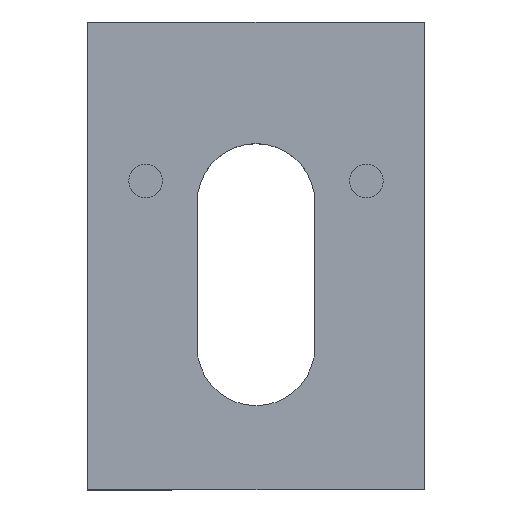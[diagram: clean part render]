
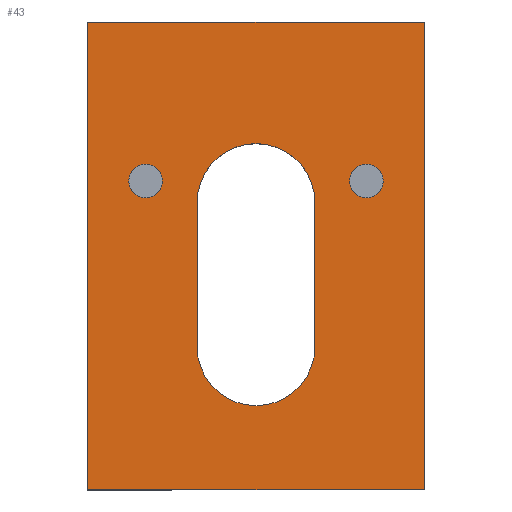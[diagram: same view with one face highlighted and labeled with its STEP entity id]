
A CAD part, top view. The second image highlights one B-rep face of the part: STEP entity #43.
In plain terms, the highlighted planar face has unit normal (0, 0, 1).
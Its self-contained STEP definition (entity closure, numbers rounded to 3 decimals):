
#1 = VERTEX_POINT ( 'NONE', #190 ) ;
#2 = ORIENTED_EDGE ( 'NONE', *, *, #12, .T. ) ;
#4 = ORIENTED_EDGE ( 'NONE', *, *, #20, .T. ) ;
#5 = VERTEX_POINT ( 'NONE', #161 ) ;
#7 = VERTEX_POINT ( 'NONE', #160 ) ;
#9 = EDGE_CURVE ( 'NONE', #262, #155, #183, .T. ) ;
#10 = VERTEX_POINT ( 'NONE', #185 ) ;
#11 = ORIENTED_EDGE ( 'NONE', *, *, #41, .F. ) ;
#12 = EDGE_CURVE ( 'NONE', #10, #1, #179, .T. ) ;
#14 = EDGE_CURVE ( 'NONE', #167, #162, #184, .T. ) ;
#15 = EDGE_CURVE ( 'NONE', #155, #5, #187, .T. ) ;
#16 = ORIENTED_EDGE ( 'NONE', *, *, #44, .T. ) ;
#19 = ORIENTED_EDGE ( 'NONE', *, *, #169, .F. ) ;
#20 = EDGE_CURVE ( 'NONE', #31, #10, #313, .T. ) ;
#21 = ORIENTED_EDGE ( 'NONE', *, *, #15, .F. ) ;
#23 = ORIENTED_EDGE ( 'NONE', *, *, #24, .T. ) ;
#24 = EDGE_CURVE ( 'NONE', #7, #31, #188, .T. ) ;
#31 = VERTEX_POINT ( 'NONE', #319 ) ;
#38 = VERTEX_POINT ( 'NONE', #287 ) ;
#41 = EDGE_CURVE ( 'NONE', #38, #171, #272, .T. ) ;
#42 = EDGE_LOOP ( 'NONE', ( #16, #23, #4, #2 ) ) ;
#43 = ADVANCED_FACE ( 'NONE', ( #267, #284, #276, #270 ), #271, .T. ) ;
#44 = EDGE_CURVE ( 'NONE', #1, #7, #247, .T. ) ;
#77 = ORIENTED_EDGE ( 'NONE', *, *, #264, .F. ) ;
#130 = EDGE_CURVE ( 'NONE', #5, #261, #336, .T. ) ;
#131 = ORIENTED_EDGE ( 'NONE', *, *, #130, .F. ) ;
#139 = EDGE_LOOP ( 'NONE', ( #146, #19 ) ) ;
#144 = EDGE_LOOP ( 'NONE', ( #145, #77, #131, #21 ) ) ;
#145 = ORIENTED_EDGE ( 'NONE', *, *, #9, .F. ) ;
#146 = ORIENTED_EDGE ( 'NONE', *, *, #14, .F. ) ;
#153 = EDGE_CURVE ( 'NONE', #171, #38, #403, .T. ) ;
#154 = ORIENTED_EDGE ( 'NONE', *, *, #153, .F. ) ;
#155 = VERTEX_POINT ( 'NONE', #328 ) ;
#160 = CARTESIAN_POINT ( 'NONE',  ( -9., -12.5, 5. ) ) ;
#161 = CARTESIAN_POINT ( 'NONE',  ( -3.15, 2.85, 5. ) ) ;
#162 = VERTEX_POINT ( 'NONE', #392 ) ;
#166 = EDGE_LOOP ( 'NONE', ( #11, #154 ) ) ;
#167 = VERTEX_POINT ( 'NONE', #381 ) ;
#169 = EDGE_CURVE ( 'NONE', #162, #167, #382, .T. ) ;
#171 = VERTEX_POINT ( 'NONE', #481 ) ;
#176 = DIRECTION ( 'NONE',  ( -1., 0., 0. ) ) ;
#177 = VECTOR ( 'NONE', #176, 1000. ) ;
#178 = CARTESIAN_POINT ( 'NONE',  ( 9., 12.5, 5. ) ) ;
#179 = LINE ( 'NONE', #178, #177 ) ;
#180 = AXIS2_PLACEMENT_3D ( 'NONE', #189, #321, #320 ) ;
#181 = DIRECTION ( 'NONE',  ( 0., 1., 0. ) ) ;
#182 = VECTOR ( 'NONE', #181, 1000. ) ;
#183 = LINE ( 'NONE', #191, #182 ) ;
#184 = CIRCLE ( 'NONE', #180, 0.9 ) ;
#185 = CARTESIAN_POINT ( 'NONE',  ( 9., 12.5, 5. ) ) ;
#186 = CARTESIAN_POINT ( 'NONE',  ( 9., -12.5, 5. ) ) ;
#187 = CIRCLE ( 'NONE', #318, 3.15 ) ;
#188 = LINE ( 'NONE', #308, #307 ) ;
#189 = CARTESIAN_POINT ( 'NONE',  ( 5.9, 4., 5. ) ) ;
#190 = CARTESIAN_POINT ( 'NONE',  ( -9., 12.5, 5. ) ) ;
#191 = CARTESIAN_POINT ( 'NONE',  ( 3.15, -4.85, 5. ) ) ;
#245 = DIRECTION ( 'NONE',  ( 0., -1., 0. ) ) ;
#246 = VECTOR ( 'NONE', #245, 1000. ) ;
#247 = LINE ( 'NONE', #265, #246 ) ;
#249 = DIRECTION ( 'NONE',  ( 1., 0., 0. ) ) ;
#250 = DIRECTION ( 'NONE',  ( 0., 0., 1. ) ) ;
#261 = VERTEX_POINT ( 'NONE', #374 ) ;
#262 = VERTEX_POINT ( 'NONE', #368 ) ;
#264 = EDGE_CURVE ( 'NONE', #261, #262, #360, .T. ) ;
#265 = CARTESIAN_POINT ( 'NONE',  ( -9., -12.5, 5. ) ) ;
#267 = FACE_BOUND ( 'NONE', #166, .T. ) ;
#268 = DIRECTION ( 'NONE',  ( 1., 0., 0. ) ) ;
#269 = AXIS2_PLACEMENT_3D ( 'NONE', #295, #283, #268 ) ;
#270 = FACE_BOUND ( 'NONE', #139, .T. ) ;
#271 = PLANE ( 'NONE',  #285 ) ;
#272 = CIRCLE ( 'NONE', #269, 0.9 ) ;
#276 = FACE_BOUND ( 'NONE', #144, .T. ) ;
#277 = CARTESIAN_POINT ( 'NONE',  ( -9., 12.5, 5. ) ) ;
#283 = DIRECTION ( 'NONE',  ( 0., 0., 1. ) ) ;
#284 = FACE_OUTER_BOUND ( 'NONE', #42, .T. ) ;
#285 = AXIS2_PLACEMENT_3D ( 'NONE', #277, #250, #249 ) ;
#287 = CARTESIAN_POINT ( 'NONE',  ( -6.8, 4., 5. ) ) ;
#295 = CARTESIAN_POINT ( 'NONE',  ( -5.9, 4., 5. ) ) ;
#306 = DIRECTION ( 'NONE',  ( 1., 0., 0. ) ) ;
#307 = VECTOR ( 'NONE', #306, 1000. ) ;
#308 = CARTESIAN_POINT ( 'NONE',  ( 9., -12.5, 5. ) ) ;
#311 = DIRECTION ( 'NONE',  ( 0., 1., 0. ) ) ;
#312 = VECTOR ( 'NONE', #311, 1000. ) ;
#313 = LINE ( 'NONE', #186, #312 ) ;
#316 = DIRECTION ( 'NONE',  ( 1., 0., 0. ) ) ;
#317 = DIRECTION ( 'NONE',  ( 0., 0., 1. ) ) ;
#318 = AXIS2_PLACEMENT_3D ( 'NONE', #322, #317, #316 ) ;
#319 = CARTESIAN_POINT ( 'NONE',  ( 9., -12.5, 5. ) ) ;
#320 = DIRECTION ( 'NONE',  ( 1., 0., 0. ) ) ;
#321 = DIRECTION ( 'NONE',  ( 0., 0., 1. ) ) ;
#322 = CARTESIAN_POINT ( 'NONE',  ( 0., 2.85, 5. ) ) ;
#326 = CARTESIAN_POINT ( 'NONE',  ( -5.9, 4., 5. ) ) ;
#328 = CARTESIAN_POINT ( 'NONE',  ( 3.15, 2.85, 5. ) ) ;
#329 = DIRECTION ( 'NONE',  ( 0., -1., 0. ) ) ;
#330 = VECTOR ( 'NONE', #329, 1000. ) ;
#336 = LINE ( 'NONE', #345, #330 ) ;
#345 = CARTESIAN_POINT ( 'NONE',  ( -3.15, -4.85, 5. ) ) ;
#357 = DIRECTION ( 'NONE',  ( 1., 0., 0. ) ) ;
#358 = DIRECTION ( 'NONE',  ( 0., 0., 1. ) ) ;
#359 = AXIS2_PLACEMENT_3D ( 'NONE', #369, #358, #357 ) ;
#360 = CIRCLE ( 'NONE', #359, 3.15 ) ;
#368 = CARTESIAN_POINT ( 'NONE',  ( 3.15, -4.85, 5. ) ) ;
#369 = CARTESIAN_POINT ( 'NONE',  ( 0., -4.85, 5. ) ) ;
#374 = CARTESIAN_POINT ( 'NONE',  ( -3.15, -4.85, 5. ) ) ;
#379 = AXIS2_PLACEMENT_3D ( 'NONE', #484, #483, #482 ) ;
#381 = CARTESIAN_POINT ( 'NONE',  ( 5., 4., 5. ) ) ;
#382 = CIRCLE ( 'NONE', #379, 0.9 ) ;
#392 = CARTESIAN_POINT ( 'NONE',  ( 6.8, 4., 5. ) ) ;
#395 = DIRECTION ( 'NONE',  ( 1., 0., 0. ) ) ;
#396 = DIRECTION ( 'NONE',  ( 0., 0., 1. ) ) ;
#397 = AXIS2_PLACEMENT_3D ( 'NONE', #326, #396, #395 ) ;
#403 = CIRCLE ( 'NONE', #397, 0.9 ) ;
#481 = CARTESIAN_POINT ( 'NONE',  ( -5., 4., 5. ) ) ;
#482 = DIRECTION ( 'NONE',  ( 1., 0., 0. ) ) ;
#483 = DIRECTION ( 'NONE',  ( 0., 0., 1. ) ) ;
#484 = CARTESIAN_POINT ( 'NONE',  ( 5.9, 4., 5. ) ) ;
